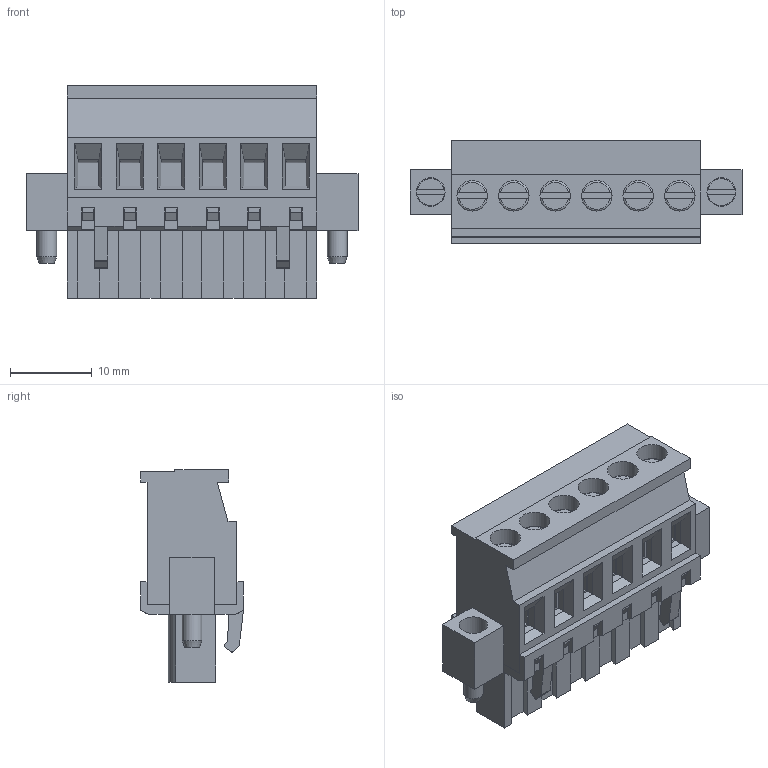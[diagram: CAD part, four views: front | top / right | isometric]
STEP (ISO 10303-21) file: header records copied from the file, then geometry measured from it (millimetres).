
FILE_DESCRIPTION( ( 'Unknown' ), '1' );
FILE_NAME( '691343510006.stp', 'Unknown', ( 'Unknown' ), ( 'Unknown' ), 'PSStep 14.0', 'Unknown', ' ' );
FILE_SCHEMA( ( 'AUTOMOTIVE_DESIGN { 1 0 10303 214 1 1 1 1 }' ) );
Length unit declared in the file: millimetre
Products named in the file (6): Assem1; 6913435100xx_CAGE; 6913435100xx; 6913435100xx_VIS_Flange; 691343510006; 691343510006_BAS
Assembly tree (22 placements, depth 2):
  Assem1
    6913435100xx_CAGE  x6
    6913435100xx  x6
    6913435100xx_VIS_Flange  x8
    691343510006
    691343510006_BAS
Bounding box: 40.64 x 12.6 x 26 mm (x, y, z)
Volume: 4986.9 mm3; surface area: 11537.2 mm2
Topology: 22 solids, 22 shells, 1306 faces, 3603 edges, 2343 vertices
Faces by surface type: plane 1004, cylinder 258, torus 24, cone 20
Full cylindrical faces by diameter (mm): 1.5 x6, 2.2 x6, 2.4 x10, 2.7 x6, 3 x6, 3.5 x2, 3.75 x6, 3.8 x8
Entity records: 30770 total; most frequent: CARTESIAN_POINT 4350, ORIENTED_EDGE 4252, DIRECTION 3894, EDGE_CURVE 2126, LINE 1946, VECTOR 1946, VERTEX_POINT 1406, AXIS2_PLACEMENT_3D 974
